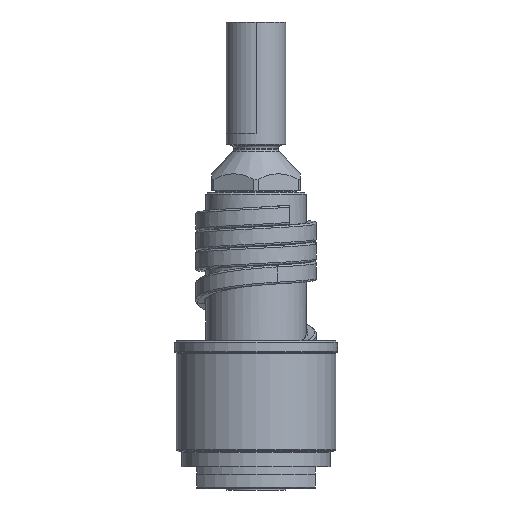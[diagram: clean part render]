
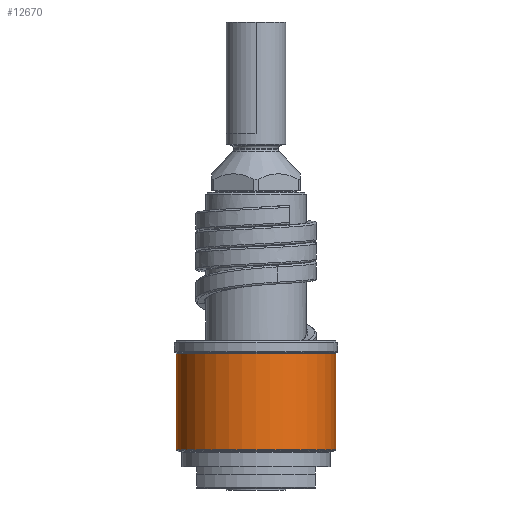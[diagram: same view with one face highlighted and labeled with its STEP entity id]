
A CAD part, front view. The second image highlights one B-rep face of the part: STEP entity #12670.
In plain terms, the highlighted cylindrical face has radius 21.5 mm (diameter 43 mm), a partial arc.
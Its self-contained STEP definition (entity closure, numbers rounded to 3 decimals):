
#4760=CARTESIAN_POINT('',(0.,0.,10.583));
#4761=DIRECTION('',(0.,0.,1.));
#4762=DIRECTION('',(-1.,0.,0.));
#4763=AXIS2_PLACEMENT_3D('',#4760,#4761,#4762);
#4765=DIRECTION('',(0.,0.,-1.));
#4766=VECTOR('',#4765,25.834);
#4767=CARTESIAN_POINT('',(-21.5,0.,36.417));
#4768=LINE('',#4767,#4766);
#4769=CARTESIAN_POINT('',(0.,0.,36.417));
#4770=DIRECTION('',(0.,0.,1.));
#4771=DIRECTION('',(-1.,0.,0.));
#4772=AXIS2_PLACEMENT_3D('',#4769,#4770,#4771);
#4774=DIRECTION('',(0.,0.,-1.));
#4775=VECTOR('',#4774,25.834);
#4776=CARTESIAN_POINT('',(21.5,0.,36.417));
#4777=LINE('',#4776,#4775);
#5431=CARTESIAN_POINT('',(21.5,0.,36.417));
#5432=CARTESIAN_POINT('',(-21.5,0.,36.417));
#5433=VERTEX_POINT('',#5431);
#5434=VERTEX_POINT('',#5432);
#5457=CARTESIAN_POINT('',(21.5,0.,10.583));
#5458=VERTEX_POINT('',#5457);
#5459=CARTESIAN_POINT('',(-21.5,0.,10.583));
#5460=VERTEX_POINT('',#5459);
#12656=CARTESIAN_POINT('',(0.,0.,8.5));
#12657=DIRECTION('',(0.,0.,1.));
#12658=DIRECTION('',(-1.,0.,0.));
#12659=AXIS2_PLACEMENT_3D('',#12656,#12657,#12658);
#12660=CYLINDRICAL_SURFACE('',#12659,21.5);
#12662=ORIENTED_EDGE('',*,*,#12661,.F.);
#12664=ORIENTED_EDGE('',*,*,#12663,.F.);
#12665=ORIENTED_EDGE('',*,*,#12646,.T.);
#12667=ORIENTED_EDGE('',*,*,#12666,.T.);
#12668=EDGE_LOOP('',(#12662,#12664,#12665,#12667));
#12669=FACE_OUTER_BOUND('',#12668,.F.);
#4764=CIRCLE('',#4763,21.5);
#4773=CIRCLE('',#4772,21.5);
#12646=EDGE_CURVE('',#5434,#5433,#4773,.T.);
#12661=EDGE_CURVE('',#5460,#5458,#4764,.T.);
#12663=EDGE_CURVE('',#5434,#5460,#4768,.T.);
#12666=EDGE_CURVE('',#5433,#5458,#4777,.T.);
#12670=ADVANCED_FACE('',(#12669),#12660,.T.);
